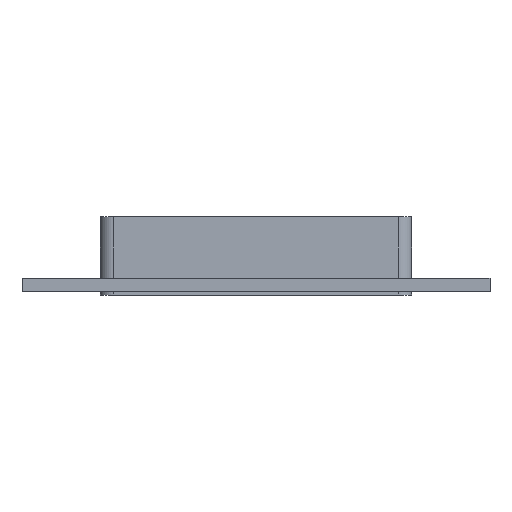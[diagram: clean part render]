
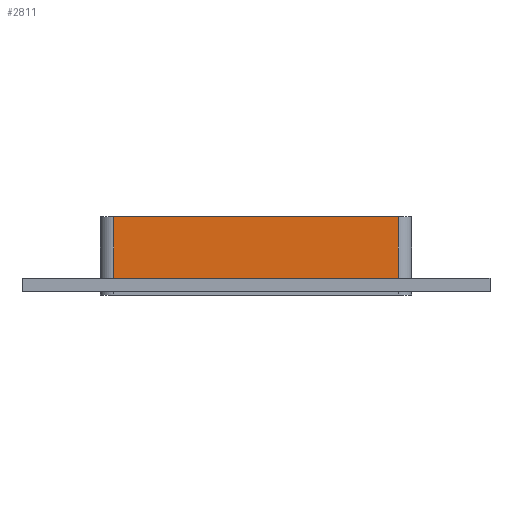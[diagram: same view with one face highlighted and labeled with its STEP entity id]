
A CAD part, left-side view. The second image highlights one B-rep face of the part: STEP entity #2811.
In plain terms, the highlighted planar face has unit normal (-1, 0, 0).
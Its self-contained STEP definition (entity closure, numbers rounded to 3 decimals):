
#1169=CARTESIAN_POINT('',(-527.,-109.,-17.0));
#1170=VERTEX_POINT('',#1169);
#1178=CARTESIAN_POINT('',(-527.0,109.,-17.0));
#1179=VERTEX_POINT('',#1178);
#1180=CARTESIAN_POINT('',(-527.,109.,-17.0));
#1181=DIRECTION('',(0.0,-1.0,0.0));
#1182=VECTOR('',#1181,218.);
#1183=LINE('',#1180,#1182);
#1184=EDGE_CURVE('',#1179,#1170,#1183,.T.);
#1950=CARTESIAN_POINT('',(-527.,-109.,30.0));
#1951=VERTEX_POINT('',#1950);
#1959=CARTESIAN_POINT('',(-527.,-109.,30.0));
#1960=DIRECTION('',(0.0,0.0,-1.0));
#1961=VECTOR('',#1960,47.0);
#1962=LINE('',#1959,#1961);
#1963=EDGE_CURVE('',#1951,#1170,#1962,.T.);
#1974=CARTESIAN_POINT('',(-527.,109.,30.0));
#1975=VERTEX_POINT('',#1974);
#1976=CARTESIAN_POINT('',(-527.,109.,-17.0));
#1977=DIRECTION('',(0.0,0.0,1.0));
#1978=VECTOR('',#1977,47.0);
#1979=LINE('',#1976,#1978);
#1980=EDGE_CURVE('',#1179,#1975,#1979,.T.);
#2795=CARTESIAN_POINT('',(-527.,119.,0.0));
#2796=DIRECTION('',(-1.0,0.0,0.0));
#2797=DIRECTION('',(0.0,-1.0,0.0));
#2798=AXIS2_PLACEMENT_3D('',#2795,#2796,#2797);
#2799=PLANE('',#2798);
#2800=ORIENTED_EDGE('',*,*,#1184,.T.);
#2801=ORIENTED_EDGE('',*,*,#1963,.F.);
#2802=CARTESIAN_POINT('',(-527.,109.,30.0));
#2803=DIRECTION('',(0.0,-1.0,0.0));
#2804=VECTOR('',#2803,218.);
#2805=LINE('',#2802,#2804);
#2806=EDGE_CURVE('',#1975,#1951,#2805,.T.);
#2807=ORIENTED_EDGE('',*,*,#2806,.F.);
#2808=ORIENTED_EDGE('',*,*,#1980,.F.);
#2809=EDGE_LOOP('',(#2800,#2801,#2807,#2808));
#2810=FACE_OUTER_BOUND('',#2809,.T.);
#2811=ADVANCED_FACE('',(#2810),#2799,.T.);
